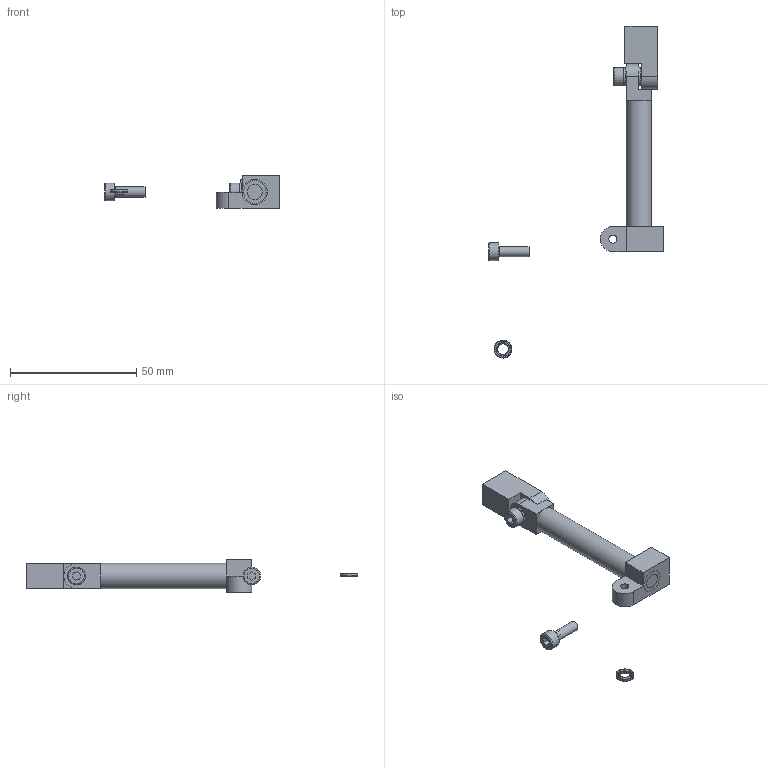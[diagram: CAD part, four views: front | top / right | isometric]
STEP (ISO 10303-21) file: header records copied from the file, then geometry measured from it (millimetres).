
FILE_DESCRIPTION( ( 'STEP AP214' ), '1' );
FILE_NAME( 'CA.GGE.10.M5.M5.stp', '2014-07-08T06:07:26', ( ' ' ), ( ' ' ), 'XStep 1.0', ' ', ' ' );
FILE_SCHEMA( ( 'CONFIG_CONTROL_DESIGN) ( )' ) );
Length unit declared in the file: metre
Products named in the file (5): Assem1; GLA.10.1; R.4.SCH; V-tcei M  4 x 12; GGE.M5.M5
Bounding box: 69.26 x 131.64 x 13 mm (x, y, z)
Volume: 13248.4 mm3; surface area: 10904.5 mm2
Topology: 6 solids, 9 shells, 676 faces, 1963 edges, 1300 vertices
Faces by surface type: plane 636, cylinder 28, cone 8, torus 4
Full cylindrical faces by diameter (mm): 3.242 x2, 4 x2, 4.134 x4, 4.2 x2, 4.3 x3, 6 x2, 7 x5, 10 x2
Entity records: 8029 total; most frequent: CARTESIAN_POINT 1421, DIRECTION 1379, ORIENTED_EDGE 1330, EDGE_CURVE 665, AXIS2_PLACEMENT_3D 468, VERTEX_POINT 450, LINE 443, VECTOR 443
